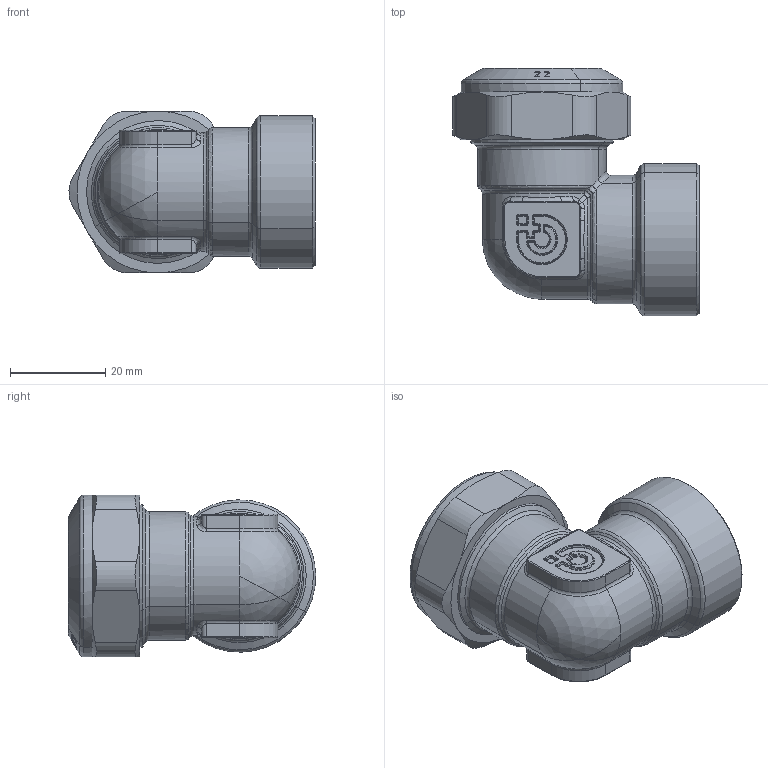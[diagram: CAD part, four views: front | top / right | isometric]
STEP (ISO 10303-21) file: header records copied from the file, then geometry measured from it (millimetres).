
FILE_DESCRIPTION(('CATIA V5 STEP Exchange','CAx-IF Rec.Pracs.--- Model Styling and Organization---1.5--- 2016-08-15','CAx-IF Rec.Pracs.---Supplemental Geometry---1.0---2011-11-01','CAx-IF Rec.Pracs.--- Composite Materials ---3.4---2017-06-13','CAx-IF Rec.Pracs.---Tessellated 3D Geometry---1.0---2015-12-17'),'2;1');
FILE_NAME('STEP_905852_-_TST.stp','2024-06-04T09:16:07+00:00',('none'),('none'),'CATIA Version 5-6 Release 2020 SP5','CATIA V5 STEP AP242 v2','none');
FILE_SCHEMA(('AP242_MANAGED_MODEL_BASED_3D_ENGINEERING_MIM_LF {1 0 10303 442 1 1 4}'));
Length unit declared in the file: millimetre
Products named in the file (1): 905852 - TST
Bounding box: 51.69 x 51.99 x 34 mm (x, y, z)
Volume: 45838.8 mm3; surface area: 8410 mm2
Topology: 1 solids, 1 shells, 537 faces, 1299 edges, 777 vertices
Faces by surface type: cylinder 132, plane 130, bspline 96, extrusion 77, torus 48, cone 46, sphere 8
Entity records: 25739 total; most frequent: CARTESIAN_POINT 14674, ORIENTED_EDGE 2590, DIRECTION 1317, EDGE_CURVE 1295, VERTEX_POINT 777, B_SPLINE_CURVE_WITH_KNOTS 720, AXIS2_PLACEMENT_3D 558, EDGE_LOOP 554
